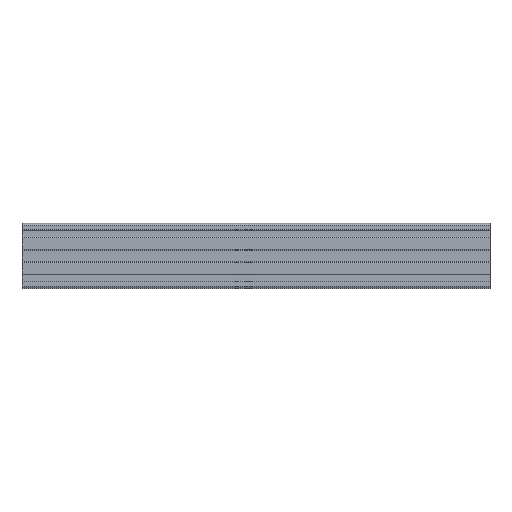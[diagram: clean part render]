
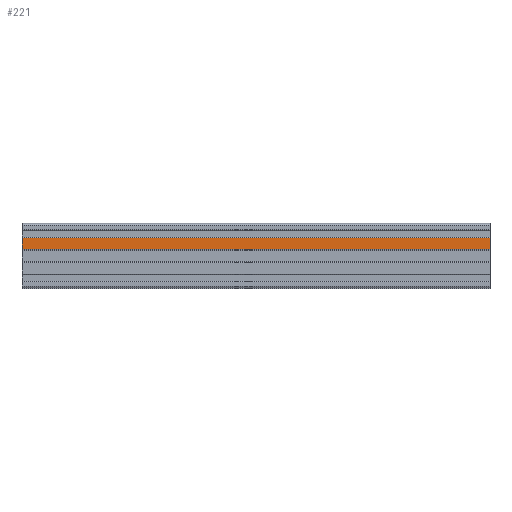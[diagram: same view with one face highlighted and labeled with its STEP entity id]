
A CAD part, top view. The second image highlights one B-rep face of the part: STEP entity #221.
In plain terms, the highlighted planar face has unit normal (0, 0, 1).
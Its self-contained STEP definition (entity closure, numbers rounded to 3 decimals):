
#75=AXIS2_PLACEMENT_3D('Plane Axis2P3D',#72,#73,#74) ;
#72=CARTESIAN_POINT('Axis2P3D Location',(0.,16.,20.)) ;
#174=CARTESIAN_POINT('Vertex',(-144.,11.2,20.)) ;
#177=CARTESIAN_POINT('Line Origine',(0.,11.2,20.)) ;
#181=CARTESIAN_POINT('Vertex',(144.,11.2,20.)) ;
#196=CARTESIAN_POINT('Line Origine',(-144.,7.675,20.)) ;
#200=CARTESIAN_POINT('Vertex',(-144.,4.15,20.)) ;
#203=CARTESIAN_POINT('Line Origine',(0.,4.15,20.)) ;
#207=CARTESIAN_POINT('Vertex',(144.,4.15,20.)) ;
#210=CARTESIAN_POINT('Line Origine',(144.,7.675,20.)) ;
#73=DIRECTION('Axis2P3D Direction',(0.,0.,-1.)) ;
#74=DIRECTION('Axis2P3D XDirection',(0.,1.,0.)) ;
#178=DIRECTION('Vector Direction',(1.,0.,0.)) ;
#197=DIRECTION('Vector Direction',(0.,1.,0.)) ;
#204=DIRECTION('Vector Direction',(1.,0.,0.)) ;
#211=DIRECTION('Vector Direction',(0.,1.,0.)) ;
#179=VECTOR('Line Direction',#178,1.) ;
#198=VECTOR('Line Direction',#197,1.) ;
#205=VECTOR('Line Direction',#204,1.) ;
#212=VECTOR('Line Direction',#211,1.) ;
#216=ORIENTED_EDGE('',*,*,#183,.F.) ;
#217=ORIENTED_EDGE('',*,*,#202,.T.) ;
#218=ORIENTED_EDGE('',*,*,#209,.T.) ;
#219=ORIENTED_EDGE('',*,*,#214,.F.) ;
#221=ADVANCED_FACE('PERFIL-BASICO-SEM-REFOR\X2\00C7\X0\O',(#220),#76,.F.) ;
#183=EDGE_CURVE('',#175,#182,#180,.T.) ;
#202=EDGE_CURVE('',#175,#201,#199,.F.) ;
#209=EDGE_CURVE('',#201,#208,#206,.T.) ;
#214=EDGE_CURVE('',#182,#208,#213,.F.) ;
#215=EDGE_LOOP('',(#216,#217,#218,#219)) ;
#220=FACE_OUTER_BOUND('',#215,.T.) ;
#180=LINE('Line',#177,#179) ;
#199=LINE('Line',#196,#198) ;
#206=LINE('Line',#203,#205) ;
#213=LINE('Line',#210,#212) ;
#76=PLANE('',#75) ;
#175=VERTEX_POINT('',#174) ;
#182=VERTEX_POINT('',#181) ;
#201=VERTEX_POINT('',#200) ;
#208=VERTEX_POINT('',#207) ;
